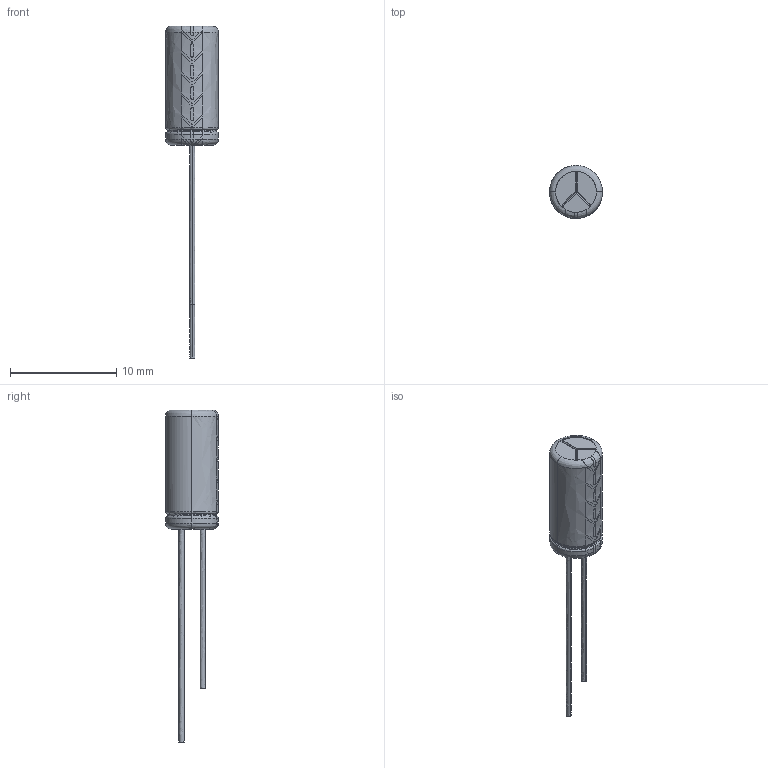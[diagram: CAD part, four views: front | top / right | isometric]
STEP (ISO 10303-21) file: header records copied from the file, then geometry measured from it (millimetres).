
FILE_DESCRIPTION(/* description */ (''),/* implementation_level */ '2;1');
FILE_NAME(/* name */ 'CAP-AL~1',/* time_stamp */ '2017-12-10T17:19:00+01:00',/* author */ (''),/* organization */ (''),/* preprocessor_version */ 'ST-DEVELOPER v14',/* originating_system */ '',/* authorisation */ '');
FILE_SCHEMA (('AUTOMOTIVE_DESIGN'));
Length unit declared in the file: millimetre
Products named in the file (1): Document
Bounding box: 4.98 x 4.98 x 31.21 mm (x, y, z)
Surface area: 621.5 mm2 (no closed solid volume)
Topology: 0 solids, 28 shells, 210 faces, 681 edges, 493 vertices
Faces by surface type: bspline 195, plane 15
Entity records: 15434 total; most frequent: CARTESIAN_POINT 11873, ORIENTED_EDGE 948, EDGE_CURVE 654, VERTEX_POINT 470, B_SPLINE_CURVE_WITH_KNOTS 314, EDGE_LOOP 234, ADVANCED_FACE 210, FACE_OUTER_BOUND 210
